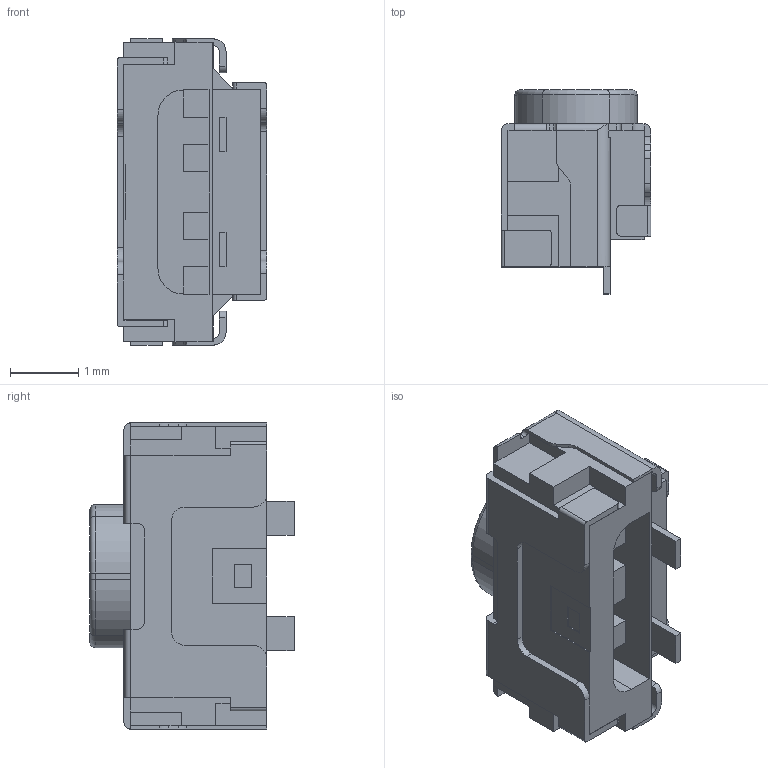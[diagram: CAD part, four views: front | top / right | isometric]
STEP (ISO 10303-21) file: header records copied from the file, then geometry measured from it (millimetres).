
FILE_DESCRIPTION(/* description */ (''),/* implementation_level */ '2;1');
FILE_NAME(/* name */ 'TL4115AFxxQ.stp',/* time_stamp */ '2021-09-03T14:27:47-05:00',/* author */ ('mroman'),/* organization */ (''),/* preprocessor_version */ 'ST-DEVELOPER v18.1',/* originating_system */ 'Autodesk Inventor 2020',/* authorisation */ '');
FILE_SCHEMA (('AUTOMOTIVE_DESIGN { 1 0 10303 214 3 1 1 }'));
Length unit declared in the file: millimetre
Products named in the file (1): TL4115AFxxQ
Bounding box: 2.2 x 3 x 4.5 mm (x, y, z)
Volume: 16.1 mm3; surface area: 65.6 mm2
Topology: 1 solids, 1 shells, 265 faces, 731 edges, 473 vertices
Faces by surface type: plane 180, cylinder 79, torus 6
Entity records: 8465 total; most frequent: CARTESIAN_POINT 1536, ORIENTED_EDGE 1462, DIRECTION 1426, EDGE_CURVE 731, LINE 556, VECTOR 556, VERTEX_POINT 473, AXIS2_PLACEMENT_3D 435
